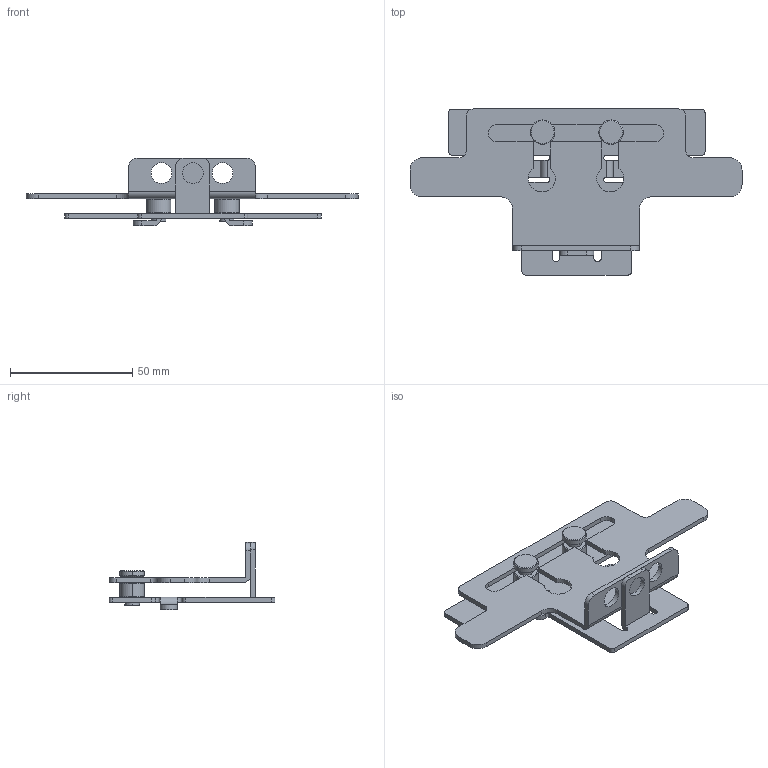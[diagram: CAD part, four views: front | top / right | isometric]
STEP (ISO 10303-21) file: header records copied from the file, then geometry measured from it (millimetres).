
FILE_DESCRIPTION((''),'2;1');
FILE_NAME('250-3P-JIXIELIANSUO_ASM','2020-11-05T10:25:55',('zhxmin'),(''),'CREO PARAMETRIC BY PTC INC, 2018020','CREO PARAMETRIC BY PTC INC, 2018020','');
FILE_SCHEMA(('CONFIG_CONTROL_DESIGN','SHAPE_APPEARANCE_LAYERS_GROUPS'));
Length unit declared in the file: metre
Products named in the file (6): 3P-8-040-359; 3P-8-967-107-1134; 3P-8-967-107-1444; 3P-8-270-100; 3P-5-363-045_ASM; 250-3P-JIXIELIANSUO_ASM
Assembly tree (5 placements, depth 3):
  250-3P-JIXIELIANSUO_ASM
    3P-5-363-045_ASM
      3P-8-040-359
      3P-8-967-107-1134
      3P-8-967-107-1444
      3P-8-270-100
Bounding box: 136 x 68 x 27.5 mm (x, y, z)
Volume: 19021.3 mm3; surface area: 21328.9 mm2
Topology: 4 solids, 4 shells, 152 faces, 458 edges, 320 vertices
Faces by surface type: cylinder 70, plane 62, cone 20
Entity records: 5595 total; most frequent: DIRECTION 1020, CARTESIAN_POINT 945, ORIENTED_EDGE 916, EDGE_CURVE 458, AXIS2_PLACEMENT_3D 395, VERTEX_POINT 320, VECTOR 230, LINE 230
